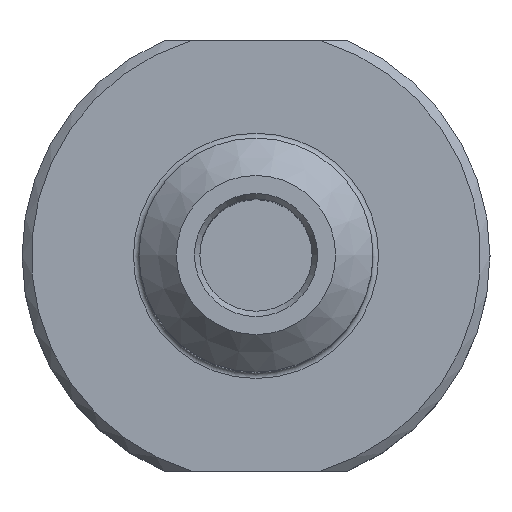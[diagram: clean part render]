
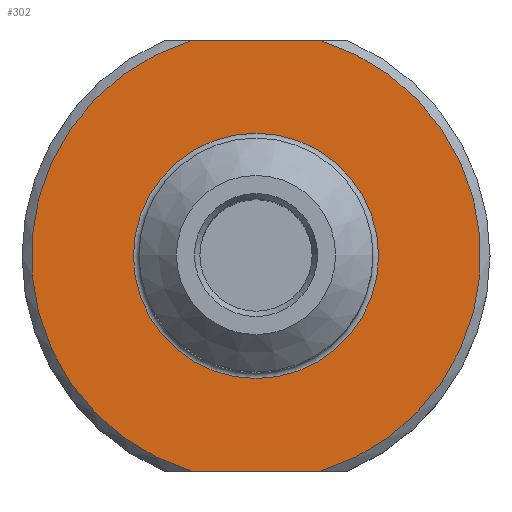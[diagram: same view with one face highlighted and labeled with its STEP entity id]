
A CAD part, top view. The second image highlights one B-rep face of the part: STEP entity #302.
In plain terms, the highlighted planar face has unit normal (0, 0, 1).
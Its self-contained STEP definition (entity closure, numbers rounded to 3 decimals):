
#70=LINE('',#1511,#126);
#72=LINE('',#1519,#128);
#126=VECTOR('',#1194,1.);
#128=VECTOR('',#1204,1.);
#255=PLANE('',#1048);
#302=ADVANCED_FACE('',(#379,#380),#255,.T.);
#379=FACE_BOUND('',#418,.T.);
#380=FACE_BOUND('',#419,.T.);
#418=EDGE_LOOP('',(#514));
#419=EDGE_LOOP('',(#515,#516,#517,#518));
#514=ORIENTED_EDGE('',*,*,#880,.T.);
#515=ORIENTED_EDGE('',*,*,#862,.T.);
#516=ORIENTED_EDGE('',*,*,#881,.T.);
#517=ORIENTED_EDGE('',*,*,#864,.T.);
#518=ORIENTED_EDGE('',*,*,#877,.F.);
#764=VERTEX_POINT('',#1464);
#765=VERTEX_POINT('',#1466);
#766=VERTEX_POINT('',#1473);
#767=VERTEX_POINT('',#1474);
#778=VERTEX_POINT('',#1518);
#862=EDGE_CURVE('',#765,#764,#1000,.T.);
#864=EDGE_CURVE('',#766,#767,#1001,.T.);
#877=EDGE_CURVE('',#765,#767,#70,.T.);
#880=EDGE_CURVE('',#778,#778,#1007,.T.);
#881=EDGE_CURVE('',#764,#766,#72,.T.);
#1000=CIRCLE('',#1034,24.);
#1001=CIRCLE('',#1036,24.);
#1007=CIRCLE('',#1047,13.1);
#1034=AXIS2_PLACEMENT_3D('',#1465,#1170,#1171);
#1036=AXIS2_PLACEMENT_3D('',#1472,#1174,#1175);
#1047=AXIS2_PLACEMENT_3D('',#1517,#1202,#1203);
#1048=AXIS2_PLACEMENT_3D('',#1520,#1205,#1206);
#1170=DIRECTION('',(0.,0.,1.));
#1171=DIRECTION('',(1.,0.,0.));
#1174=DIRECTION('',(0.,0.,1.));
#1175=DIRECTION('',(1.,0.,0.));
#1194=DIRECTION('',(1.,0.,0.));
#1202=DIRECTION('',(0.,0.,-1.));
#1203=DIRECTION('',(1.,0.,0.));
#1204=DIRECTION('',(1.,0.,0.));
#1205=DIRECTION('',(0.,0.,1.));
#1206=DIRECTION('',(1.,0.,0.));
#1464=CARTESIAN_POINT('',(-6.856,-23.,18.));
#1465=CARTESIAN_POINT('',(0.,0.,18.));
#1466=CARTESIAN_POINT('',(-6.856,23.,18.));
#1472=CARTESIAN_POINT('',(0.,0.,18.));
#1473=CARTESIAN_POINT('',(6.856,-23.,18.));
#1474=CARTESIAN_POINT('',(6.856,23.,18.));
#1511=CARTESIAN_POINT('',(0.,23.,18.));
#1517=CARTESIAN_POINT('',(0.,0.,18.));
#1518=CARTESIAN_POINT('',(13.1,0.,18.));
#1519=CARTESIAN_POINT('',(0.,-23.,18.));
#1520=CARTESIAN_POINT('',(0.,25.,18.));
